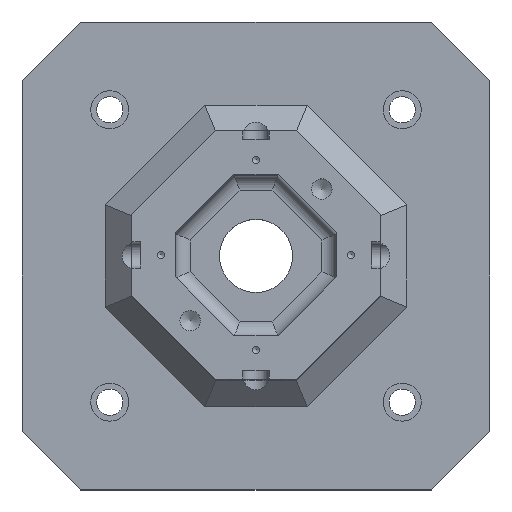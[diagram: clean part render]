
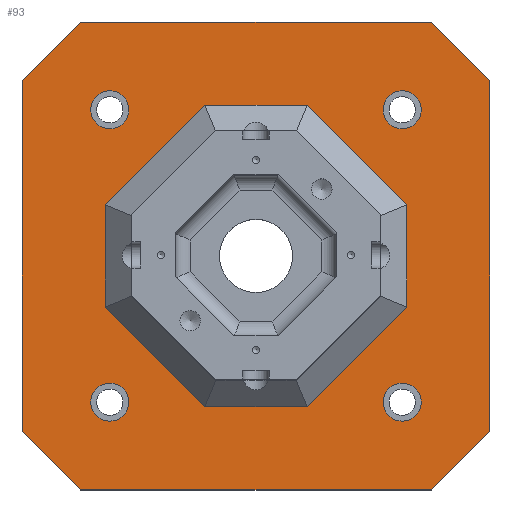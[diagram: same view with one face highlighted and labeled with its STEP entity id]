
A CAD part, top view. The second image highlights one B-rep face of the part: STEP entity #93.
In plain terms, the highlighted planar face has unit normal (0, 0, 1).
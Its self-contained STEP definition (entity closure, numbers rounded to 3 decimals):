
#93 = ADVANCED_FACE( '', ( #348, #349, #350, #351, #352, #353 ), #354, .T. );
#348 = FACE_BOUND( '', #902, .T. );
#349 = FACE_BOUND( '', #903, .T. );
#350 = FACE_BOUND( '', #904, .T. );
#351 = FACE_BOUND( '', #905, .T. );
#352 = FACE_BOUND( '', #906, .T. );
#353 = FACE_OUTER_BOUND( '', #907, .T. );
#354 = PLANE( '', #908 );
#902 = EDGE_LOOP( '', ( #1608 ) );
#903 = EDGE_LOOP( '', ( #1609 ) );
#904 = EDGE_LOOP( '', ( #1610 ) );
#905 = EDGE_LOOP( '', ( #1611 ) );
#906 = EDGE_LOOP( '', ( #1612, #1613, #1614, #1615, #1616, #1617, #1618, #1619 ) );
#907 = EDGE_LOOP( '', ( #1620, #1621, #1622, #1623, #1624, #1625, #1626, #1627 ) );
#908 = AXIS2_PLACEMENT_3D( '', #1628, #1629, #1630 );
#1608 = ORIENTED_EDGE( '', *, *, #2804, .T. );
#1609 = ORIENTED_EDGE( '', *, *, #2805, .T. );
#1610 = ORIENTED_EDGE( '', *, *, #2806, .T. );
#1611 = ORIENTED_EDGE( '', *, *, #2807, .T. );
#1612 = ORIENTED_EDGE( '', *, *, #2808, .T. );
#1613 = ORIENTED_EDGE( '', *, *, #2809, .T. );
#1614 = ORIENTED_EDGE( '', *, *, #2810, .T. );
#1615 = ORIENTED_EDGE( '', *, *, #2811, .T. );
#1616 = ORIENTED_EDGE( '', *, *, #2735, .T. );
#1617 = ORIENTED_EDGE( '', *, *, #2812, .T. );
#1618 = ORIENTED_EDGE( '', *, *, #2813, .T. );
#1619 = ORIENTED_EDGE( '', *, *, #2814, .T. );
#1620 = ORIENTED_EDGE( '', *, *, #2815, .T. );
#1621 = ORIENTED_EDGE( '', *, *, #2816, .T. );
#1622 = ORIENTED_EDGE( '', *, *, #2817, .T. );
#1623 = ORIENTED_EDGE( '', *, *, #2691, .T. );
#1624 = ORIENTED_EDGE( '', *, *, #2702, .T. );
#1625 = ORIENTED_EDGE( '', *, *, #2818, .T. );
#1626 = ORIENTED_EDGE( '', *, *, #2707, .T. );
#1627 = ORIENTED_EDGE( '', *, *, #2819, .T. );
#1628 = CARTESIAN_POINT( '', ( -160., -160., 40. ) );
#1629 = DIRECTION( '', ( 0., 0., 1. ) );
#1630 = DIRECTION( '', ( 1., 0., 0. ) );
#2691 = EDGE_CURVE( '', #3090, #3091, #3092, .F. );
#2702 = EDGE_CURVE( '', #3091, #3108, #3110, .T. );
#2707 = EDGE_CURVE( '', #3120, #3118, #3121, .T. );
#2735 = EDGE_CURVE( '', #3173, #3170, #3174, .T. );
#2804 = EDGE_CURVE( '', #3297, #3297, #3298, .T. );
#2805 = EDGE_CURVE( '', #3299, #3299, #3300, .T. );
#2806 = EDGE_CURVE( '', #3301, #3301, #3302, .T. );
#2807 = EDGE_CURVE( '', #3303, #3303, #3304, .T. );
#2808 = EDGE_CURVE( '', #3305, #3306, #3307, .T. );
#2809 = EDGE_CURVE( '', #3306, #3308, #3309, .T. );
#2810 = EDGE_CURVE( '', #3308, #3310, #3311, .T. );
#2811 = EDGE_CURVE( '', #3310, #3173, #3312, .T. );
#2812 = EDGE_CURVE( '', #3170, #3313, #3314, .T. );
#2813 = EDGE_CURVE( '', #3313, #3315, #3316, .T. );
#2814 = EDGE_CURVE( '', #3315, #3305, #3317, .T. );
#2815 = EDGE_CURVE( '', #3318, #3319, #3320, .T. );
#2816 = EDGE_CURVE( '', #3319, #3321, #3322, .F. );
#2817 = EDGE_CURVE( '', #3321, #3090, #3323, .T. );
#2818 = EDGE_CURVE( '', #3108, #3120, #3324, .F. );
#2819 = EDGE_CURVE( '', #3118, #3318, #3325, .F. );
#3090 = VERTEX_POINT( '', #3734 );
#3091 = VERTEX_POINT( '', #3735 );
#3092 = LINE( '', #3736, #3737 );
#3108 = VERTEX_POINT( '', #3757 );
#3110 = LINE( '', #3760, #3761 );
#3118 = VERTEX_POINT( '', #3770 );
#3120 = VERTEX_POINT( '', #3773 );
#3121 = LINE( '', #3774, #3775 );
#3170 = VERTEX_POINT( '', #3836 );
#3173 = VERTEX_POINT( '', #3840 );
#3174 = LINE( '', #3841, #3842 );
#3297 = VERTEX_POINT( '', #3999 );
#3298 = CIRCLE( '', #4000, 13. );
#3299 = VERTEX_POINT( '', #4001 );
#3300 = CIRCLE( '', #4002, 13. );
#3301 = VERTEX_POINT( '', #4003 );
#3302 = CIRCLE( '', #4004, 13. );
#3303 = VERTEX_POINT( '', #4005 );
#3304 = CIRCLE( '', #4006, 13. );
#3305 = VERTEX_POINT( '', #4007 );
#3306 = VERTEX_POINT( '', #4008 );
#3307 = LINE( '', #4009, #4010 );
#3308 = VERTEX_POINT( '', #4011 );
#3309 = LINE( '', #4012, #4013 );
#3310 = VERTEX_POINT( '', #4014 );
#3311 = LINE( '', #4015, #4016 );
#3312 = LINE( '', #4017, #4018 );
#3313 = VERTEX_POINT( '', #4019 );
#3314 = LINE( '', #4020, #4021 );
#3315 = VERTEX_POINT( '', #4022 );
#3316 = LINE( '', #4023, #4024 );
#3317 = LINE( '', #4025, #4026 );
#3318 = VERTEX_POINT( '', #4027 );
#3319 = VERTEX_POINT( '', #4028 );
#3320 = LINE( '', #4029, #4030 );
#3321 = VERTEX_POINT( '', #4031 );
#3322 = LINE( '', #4032, #4033 );
#3323 = LINE( '', #4034, #4035 );
#3324 = LINE( '', #4036, #4037 );
#3325 = LINE( '', #4038, #4039 );
#3734 = CARTESIAN_POINT( '', ( -120., 160., 40. ) );
#3735 = CARTESIAN_POINT( '', ( -160., 120., 40. ) );
#3736 = CARTESIAN_POINT( '', ( -300., -20., 40. ) );
#3737 = VECTOR( '', #4460, 1000. );
#3757 = CARTESIAN_POINT( '', ( -160., -120., 40. ) );
#3760 = CARTESIAN_POINT( '', ( -160., 160., 40. ) );
#3761 = VECTOR( '', #4478, 1000. );
#3770 = CARTESIAN_POINT( '', ( 120., -160., 40. ) );
#3773 = CARTESIAN_POINT( '', ( -120., -160., 40. ) );
#3774 = CARTESIAN_POINT( '', ( -160., -160., 40. ) );
#3775 = VECTOR( '', #4487, 1000. );
#3836 = CARTESIAN_POINT( '', ( 103., 34.956, 40. ) );
#3840 = CARTESIAN_POINT( '', ( 34.956, 103., 40. ) );
#3841 = CARTESIAN_POINT( '', ( 97.728, 40.228, 40. ) );
#3842 = VECTOR( '', #4543, 1000. );
#3999 = CARTESIAN_POINT( '', ( -100., 87., 40. ) );
#4000 = AXIS2_PLACEMENT_3D( '', #4680, #4681, #4682 );
#4001 = CARTESIAN_POINT( '', ( -100., -113., 40. ) );
#4002 = AXIS2_PLACEMENT_3D( '', #4683, #4684, #4685 );
#4003 = CARTESIAN_POINT( '', ( 100., -113., 40. ) );
#4004 = AXIS2_PLACEMENT_3D( '', #4686, #4687, #4688 );
#4005 = CARTESIAN_POINT( '', ( 100., 87., 40. ) );
#4006 = AXIS2_PLACEMENT_3D( '', #4689, #4690, #4691 );
#4007 = CARTESIAN_POINT( '', ( -34.956, -103., 40. ) );
#4008 = CARTESIAN_POINT( '', ( -103., -34.956, 40. ) );
#4009 = CARTESIAN_POINT( '', ( -97.728, -40.228, 40. ) );
#4010 = VECTOR( '', #4692, 1000. );
#4011 = CARTESIAN_POINT( '', ( -103., 34.956, 40. ) );
#4012 = CARTESIAN_POINT( '', ( -103., 27.5, 40. ) );
#4013 = VECTOR( '', #4693, 1000. );
#4014 = CARTESIAN_POINT( '', ( -34.956, 103., 40. ) );
#4015 = CARTESIAN_POINT( '', ( -40.228, 97.728, 40. ) );
#4016 = VECTOR( '', #4694, 1000. );
#4017 = CARTESIAN_POINT( '', ( 27.5, 103., 40. ) );
#4018 = VECTOR( '', #4695, 1000. );
#4019 = CARTESIAN_POINT( '', ( 103., -34.956, 40. ) );
#4020 = CARTESIAN_POINT( '', ( 103., -27.5, 40. ) );
#4021 = VECTOR( '', #4696, 1000. );
#4022 = CARTESIAN_POINT( '', ( 34.956, -103., 40. ) );
#4023 = CARTESIAN_POINT( '', ( 40.228, -97.728, 40. ) );
#4024 = VECTOR( '', #4697, 1000. );
#4025 = CARTESIAN_POINT( '', ( -27.5, -103., 40. ) );
#4026 = VECTOR( '', #4698, 1000. );
#4027 = CARTESIAN_POINT( '', ( 160., -120., 40. ) );
#4028 = CARTESIAN_POINT( '', ( 160., 120., 40. ) );
#4029 = CARTESIAN_POINT( '', ( 160., -160., 40. ) );
#4030 = VECTOR( '', #4699, 1000. );
#4031 = CARTESIAN_POINT( '', ( 120., 160., 40. ) );
#4032 = CARTESIAN_POINT( '', ( 140., 140., 40. ) );
#4033 = VECTOR( '', #4700, 1000. );
#4034 = CARTESIAN_POINT( '', ( 160., 160., 40. ) );
#4035 = VECTOR( '', #4701, 1000. );
#4036 = CARTESIAN_POINT( '', ( -140., -140., 40. ) );
#4037 = VECTOR( '', #4702, 1000. );
#4038 = CARTESIAN_POINT( '', ( -20., -300., 40. ) );
#4039 = VECTOR( '', #4703, 1000. );
#4460 = DIRECTION( '', ( 0.707, 0.707, 0. ) );
#4478 = DIRECTION( '', ( 0., -1., 0. ) );
#4487 = DIRECTION( '', ( 1., 0., 0. ) );
#4543 = DIRECTION( '', ( 0.707, -0.707, 0. ) );
#4680 = CARTESIAN_POINT( '', ( -100., 100., 40. ) );
#4681 = DIRECTION( '', ( 0., 0., -1. ) );
#4682 = DIRECTION( '', ( 0., -1., 0. ) );
#4683 = CARTESIAN_POINT( '', ( -100., -100., 40. ) );
#4684 = DIRECTION( '', ( 0., 0., -1. ) );
#4685 = DIRECTION( '', ( 0., -1., 0. ) );
#4686 = CARTESIAN_POINT( '', ( 100., -100., 40. ) );
#4687 = DIRECTION( '', ( 0., 0., -1. ) );
#4688 = DIRECTION( '', ( 0., -1., 0. ) );
#4689 = CARTESIAN_POINT( '', ( 100., 100., 40. ) );
#4690 = DIRECTION( '', ( 0., 0., -1. ) );
#4691 = DIRECTION( '', ( 0., -1., 0. ) );
#4692 = DIRECTION( '', ( -0.707, 0.707, 0. ) );
#4693 = DIRECTION( '', ( 0., 1., 0. ) );
#4694 = DIRECTION( '', ( 0.707, 0.707, 0. ) );
#4695 = DIRECTION( '', ( 1., 0., 0. ) );
#4696 = DIRECTION( '', ( 0., -1., 0. ) );
#4697 = DIRECTION( '', ( -0.707, -0.707, 0. ) );
#4698 = DIRECTION( '', ( -1., 0., 0. ) );
#4699 = DIRECTION( '', ( 0., 1., 0. ) );
#4700 = DIRECTION( '', ( 0.707, -0.707, 0. ) );
#4701 = DIRECTION( '', ( -1., 0., 0. ) );
#4702 = DIRECTION( '', ( -0.707, 0.707, 0. ) );
#4703 = DIRECTION( '', ( -0.707, -0.707, 0. ) );
